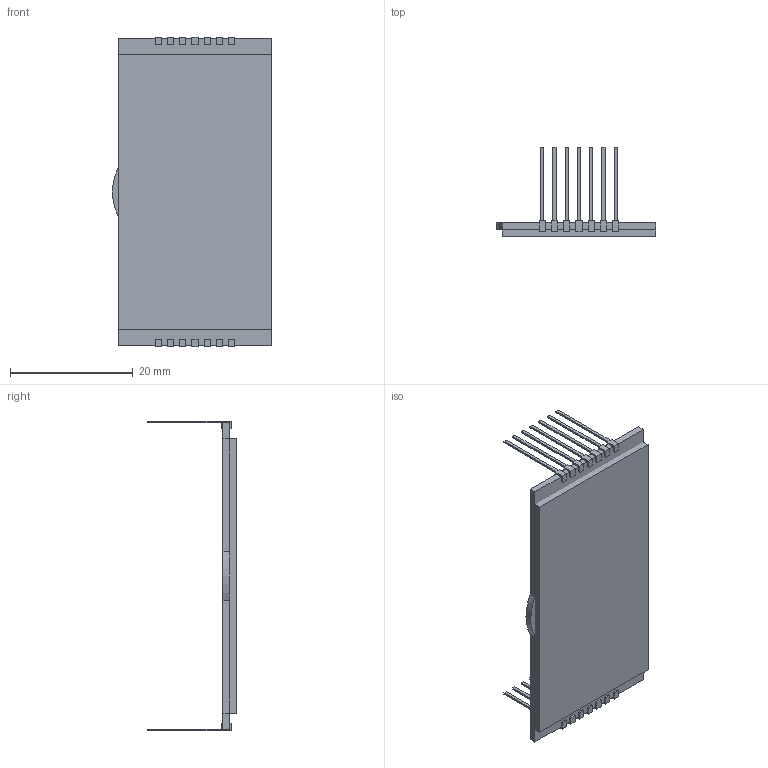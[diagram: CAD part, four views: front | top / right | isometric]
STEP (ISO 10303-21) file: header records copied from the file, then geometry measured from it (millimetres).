
FILE_DESCRIPTION(('FreeCAD Model'),'2;1');
FILE_NAME('LCD_91-40698-110A0.step', '2021-05-05T13:41:52',('Author'),(''), 'Open CASCADE STEP processor 7.2','FreeCAD','Unknown');
FILE_SCHEMA(('AUTOMOTIVE_DESIGN { 1 0 10303 214 1 1 1 1 }'));
Length unit declared in the file: millimetre
Products named in the file (16): Cuerpo_Ext; Cuerpo_Int; Pin001; Pin002; Pin; Pin003; Pin004; Pin005; Pin006; Pin007; Pin008; Pin009; Pin010; Pin011; Pin012; Pin013
Bounding box: 25.97 x 14.5 x 50.6 mm (x, y, z)
Volume: 3895.6 mm3; surface area: 5644.5 mm2
Topology: 16 solids, 16 shells, 224 faces, 548 edges, 356 vertices
Faces by surface type: plane 223, cylinder 1
Entity records: 6702 total; most frequent: CARTESIAN_POINT 1129, ORIENTED_EDGE 1096, DIRECTION 1000, EDGE_CURVE 548, LINE 546, VECTOR 546, VERTEX_POINT 356, AXIS2_PLACEMENT_3D 227
